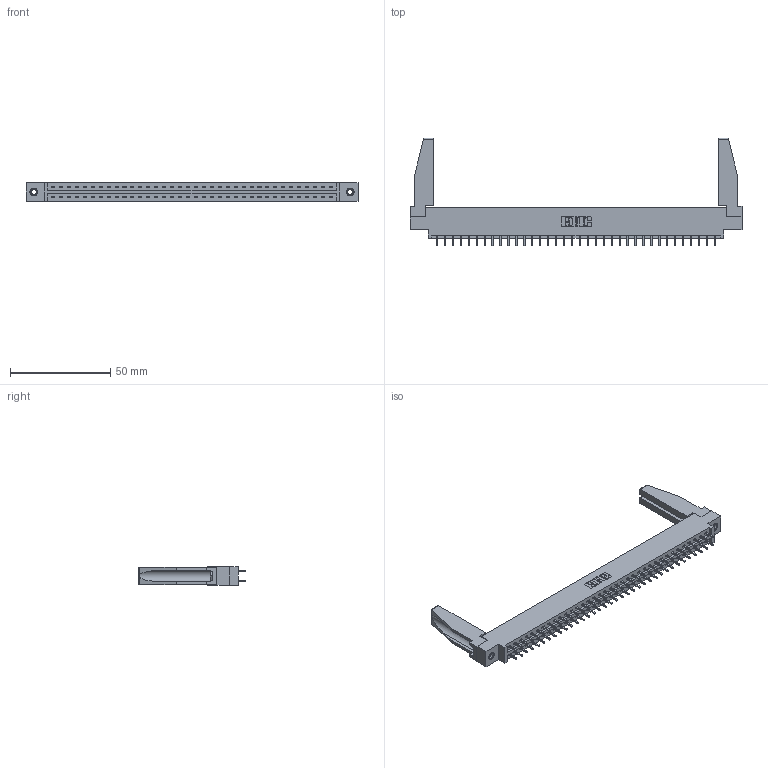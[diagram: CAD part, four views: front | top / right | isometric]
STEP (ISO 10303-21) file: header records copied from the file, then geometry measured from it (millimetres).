
FILE_DESCRIPTION (( 'STEP AP203' ), '1' );
FILE_NAME ('387-072-521-878.STEP', '2019-10-21T23:36:07', ( '' ), ( '' ), 'SwSTEP 2.0', 'SolidWorks 2016', '' );
FILE_SCHEMA (( 'CONFIG_CONTROL_DESIGN' ));
Length unit declared in the file: inch
Products named in the file (5): 337 Part_0.170 Offset - 0.156 Dia-TI; 345-250-001_345-250-001-102; 345-292-001_345-293-121; 307-220-078; 387-072-521-878
Assembly tree (77 placements, depth 2):
  387-072-521-878
    337 Part_0.170 Offset - 0.156 Dia-TI
    345-292-001_345-293-121  x72
    345-250-001_345-250-001-102  x2
    307-220-078  x2
Bounding box: 165.66 x 53.85 x 9.4 mm (x, y, z)
Volume: 21225 mm3; surface area: 23147 mm2
Topology: 77 solids, 77 shells, 4136 faces, 12245 edges, 8058 vertices
Faces by surface type: plane 2894, cylinder 1226, cone 12, torus 4
Entity records: 31278 total; most frequent: CARTESIAN_POINT 5276, ORIENTED_EDGE 5168, DIRECTION 4504, EDGE_CURVE 2584, VECTOR 2418, LINE 2418, VERTEX_POINT 1716, AXIS2_PLACEMENT_3D 1043
